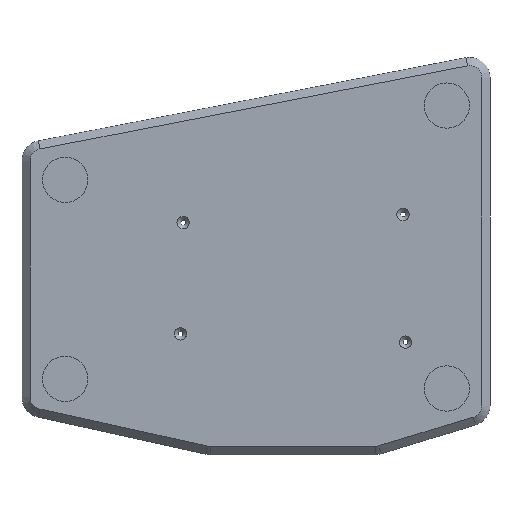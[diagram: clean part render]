
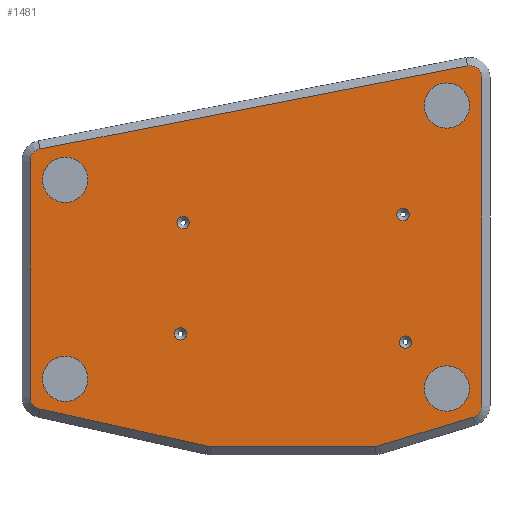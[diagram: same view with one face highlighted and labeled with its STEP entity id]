
A CAD part, front view. The second image highlights one B-rep face of the part: STEP entity #1481.
In plain terms, the highlighted planar face has unit normal (0, -1, 0).
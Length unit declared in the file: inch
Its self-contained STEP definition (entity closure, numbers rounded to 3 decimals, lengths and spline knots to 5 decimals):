
#51=FACE_BOUND('',#296,.T.);
#52=FACE_BOUND('',#297,.T.);
#53=FACE_BOUND('',#298,.T.);
#54=FACE_BOUND('',#299,.T.);
#55=FACE_BOUND('',#300,.T.);
#56=FACE_BOUND('',#301,.T.);
#57=FACE_BOUND('',#302,.T.);
#58=FACE_BOUND('',#303,.T.);
#100=PLANE('',#1646);
#207=FACE_OUTER_BOUND('',#295,.T.);
#295=EDGE_LOOP('',(#1349,#1350,#1351,#1352,#1353,#1354,#1355,#1356,#1357,
#1358,#1359,#1360));
#296=EDGE_LOOP('',(#1361));
#297=EDGE_LOOP('',(#1362));
#298=EDGE_LOOP('',(#1363));
#299=EDGE_LOOP('',(#1364));
#300=EDGE_LOOP('',(#1365));
#301=EDGE_LOOP('',(#1366));
#302=EDGE_LOOP('',(#1367));
#303=EDGE_LOOP('',(#1368));
#431=LINE('',#2468,#566);
#435=LINE('',#2479,#570);
#438=LINE('',#2487,#573);
#441=LINE('',#2495,#576);
#443=LINE('',#2506,#578);
#446=LINE('',#2514,#581);
#566=VECTOR('',#1994,0.3937);
#570=VECTOR('',#2008,0.3937);
#573=VECTOR('',#2017,0.3937);
#576=VECTOR('',#2026,0.3937);
#578=VECTOR('',#2034,0.3937);
#581=VECTOR('',#2043,0.3937);
#591=CIRCLE('',#1518,0.05906);
#594=CIRCLE('',#1523,0.05906);
#597=CIRCLE('',#1528,0.05906);
#600=CIRCLE('',#1533,0.05906);
#641=CIRCLE('',#1620,0.11417);
#642=CIRCLE('',#1623,0.11417);
#643=CIRCLE('',#1626,0.11417);
#644=CIRCLE('',#1629,0.11417);
#645=CIRCLE('',#1632,0.11417);
#650=CIRCLE('',#1647,0.11417);
#651=CIRCLE('',#1648,0.21654);
#652=CIRCLE('',#1649,0.21654);
#653=CIRCLE('',#1650,0.21654);
#654=CIRCLE('',#1651,0.21654);
#659=VERTEX_POINT('',#2151);
#662=VERTEX_POINT('',#2161);
#665=VERTEX_POINT('',#2171);
#668=VERTEX_POINT('',#2181);
#765=VERTEX_POINT('',#2465);
#766=VERTEX_POINT('',#2467);
#767=VERTEX_POINT('',#2473);
#768=VERTEX_POINT('',#2477);
#769=VERTEX_POINT('',#2481);
#770=VERTEX_POINT('',#2485);
#771=VERTEX_POINT('',#2489);
#772=VERTEX_POINT('',#2493);
#773=VERTEX_POINT('',#2497);
#774=VERTEX_POINT('',#2504);
#775=VERTEX_POINT('',#2508);
#776=VERTEX_POINT('',#2512);
#781=VERTEX_POINT('',#2538);
#782=VERTEX_POINT('',#2540);
#783=VERTEX_POINT('',#2542);
#784=VERTEX_POINT('',#2544);
#789=EDGE_CURVE('',#659,#659,#591,.T.);
#794=EDGE_CURVE('',#662,#662,#594,.T.);
#799=EDGE_CURVE('',#665,#665,#597,.T.);
#804=EDGE_CURVE('',#668,#668,#600,.T.);
#948=EDGE_CURVE('',#765,#766,#431,.T.);
#952=EDGE_CURVE('',#767,#765,#641,.T.);
#954=EDGE_CURVE('',#768,#767,#435,.T.);
#956=EDGE_CURVE('',#769,#768,#642,.T.);
#958=EDGE_CURVE('',#770,#769,#438,.T.);
#960=EDGE_CURVE('',#771,#770,#643,.T.);
#962=EDGE_CURVE('',#772,#771,#441,.T.);
#963=EDGE_CURVE('',#773,#772,#644,.T.);
#966=EDGE_CURVE('',#774,#773,#443,.T.);
#968=EDGE_CURVE('',#775,#774,#645,.T.);
#970=EDGE_CURVE('',#776,#775,#446,.T.);
#980=EDGE_CURVE('',#766,#776,#650,.T.);
#981=EDGE_CURVE('',#781,#781,#651,.T.);
#982=EDGE_CURVE('',#782,#782,#652,.T.);
#983=EDGE_CURVE('',#783,#783,#653,.T.);
#984=EDGE_CURVE('',#784,#784,#654,.T.);
#1349=ORIENTED_EDGE('',*,*,#966,.F.);
#1350=ORIENTED_EDGE('',*,*,#968,.F.);
#1351=ORIENTED_EDGE('',*,*,#970,.F.);
#1352=ORIENTED_EDGE('',*,*,#980,.F.);
#1353=ORIENTED_EDGE('',*,*,#948,.F.);
#1354=ORIENTED_EDGE('',*,*,#952,.F.);
#1355=ORIENTED_EDGE('',*,*,#954,.F.);
#1356=ORIENTED_EDGE('',*,*,#956,.F.);
#1357=ORIENTED_EDGE('',*,*,#958,.F.);
#1358=ORIENTED_EDGE('',*,*,#960,.F.);
#1359=ORIENTED_EDGE('',*,*,#962,.F.);
#1360=ORIENTED_EDGE('',*,*,#963,.F.);
#1361=ORIENTED_EDGE('',*,*,#789,.T.);
#1362=ORIENTED_EDGE('',*,*,#794,.T.);
#1363=ORIENTED_EDGE('',*,*,#799,.T.);
#1364=ORIENTED_EDGE('',*,*,#804,.T.);
#1365=ORIENTED_EDGE('',*,*,#981,.T.);
#1366=ORIENTED_EDGE('',*,*,#982,.T.);
#1367=ORIENTED_EDGE('',*,*,#983,.T.);
#1368=ORIENTED_EDGE('',*,*,#984,.T.);
#1481=ADVANCED_FACE('',(#207,#51,#52,#53,#54,#55,#56,#57,#58),#100,.F.);
#1518=AXIS2_PLACEMENT_3D('',#2152,#1686,#1687);
#1523=AXIS2_PLACEMENT_3D('',#2162,#1698,#1699);
#1528=AXIS2_PLACEMENT_3D('',#2172,#1710,#1711);
#1533=AXIS2_PLACEMENT_3D('',#2182,#1722,#1723);
#1620=AXIS2_PLACEMENT_3D('',#2475,#2003,#2004);
#1623=AXIS2_PLACEMENT_3D('',#2483,#2012,#2013);
#1626=AXIS2_PLACEMENT_3D('',#2491,#2021,#2022);
#1629=AXIS2_PLACEMENT_3D('',#2498,#2029,#2030);
#1632=AXIS2_PLACEMENT_3D('',#2510,#2038,#2039);
#1646=AXIS2_PLACEMENT_3D('',#2536,#2073,#2074);
#1647=AXIS2_PLACEMENT_3D('',#2537,#2075,#2076);
#1648=AXIS2_PLACEMENT_3D('',#2539,#2077,#2078);
#1649=AXIS2_PLACEMENT_3D('',#2541,#2079,#2080);
#1650=AXIS2_PLACEMENT_3D('',#2543,#2081,#2082);
#1651=AXIS2_PLACEMENT_3D('',#2545,#2083,#2084);
#1686=DIRECTION('center_axis',(0.,1.,0.));
#1687=DIRECTION('ref_axis',(1.,0.,0.));
#1698=DIRECTION('center_axis',(0.,1.,0.));
#1699=DIRECTION('ref_axis',(1.,0.,0.));
#1710=DIRECTION('center_axis',(0.,1.,0.));
#1711=DIRECTION('ref_axis',(1.,0.,0.));
#1722=DIRECTION('center_axis',(0.,1.,0.));
#1723=DIRECTION('ref_axis',(1.,0.,0.));
#1994=DIRECTION('',(-0.957,0.,-0.292));
#2003=DIRECTION('center_axis',(0.,1.,0.));
#2004=DIRECTION('ref_axis',(1.,0.,0.));
#2008=DIRECTION('',(0.,0.,-1.));
#2012=DIRECTION('center_axis',(0.,1.,0.));
#2013=DIRECTION('ref_axis',(-0.191,0.,0.982));
#2017=DIRECTION('',(0.982,0.,0.191));
#2021=DIRECTION('center_axis',(0.,1.,0.));
#2022=DIRECTION('ref_axis',(-1.,0.,0.));
#2026=DIRECTION('',(0.,0.,1.));
#2029=DIRECTION('center_axis',(0.,1.,0.));
#2030=DIRECTION('ref_axis',(-0.191,0.,-0.982));
#2034=DIRECTION('',(-0.976,0.,0.216));
#2038=DIRECTION('center_axis',(0.,1.,0.));
#2039=DIRECTION('ref_axis',(0.,0.,-1.));
#2043=DIRECTION('',(-1.,0.,0.));
#2073=DIRECTION('center_axis',(0.,1.,0.));
#2074=DIRECTION('ref_axis',(0.,0.,1.));
#2075=DIRECTION('center_axis',(0.,1.,0.));
#2076=DIRECTION('ref_axis',(0.292,0.,-0.957));
#2077=DIRECTION('center_axis',(0.,1.,0.));
#2078=DIRECTION('ref_axis',(1.,0.,0.));
#2079=DIRECTION('center_axis',(0.,1.,0.));
#2080=DIRECTION('ref_axis',(1.,0.,0.));
#2081=DIRECTION('center_axis',(0.,1.,0.));
#2082=DIRECTION('ref_axis',(1.,0.,0.));
#2083=DIRECTION('center_axis',(0.,1.,0.));
#2084=DIRECTION('ref_axis',(1.,0.,0.));
#2151=CARTESIAN_POINT('',(1.59379,-0.28543,1.8355));
#2152=CARTESIAN_POINT('Origin',(1.65285,-0.28543,1.8355));
#2161=CARTESIAN_POINT('',(1.61779,-0.28543,0.61503));
#2162=CARTESIAN_POINT('Origin',(1.67685,-0.28543,0.61503));
#2171=CARTESIAN_POINT('',(-0.50819,-0.28543,1.75676));
#2172=CARTESIAN_POINT('Origin',(-0.44914,-0.28543,1.75676));
#2181=CARTESIAN_POINT('',(-0.53219,-0.28543,0.69377));
#2182=CARTESIAN_POINT('Origin',(-0.47314,-0.28543,0.69377));
#2465=CARTESIAN_POINT('',(2.32413,-0.28543,-0.10048));
#2467=CARTESIAN_POINT('',(1.42043,-0.28543,-0.37607));
#2468=CARTESIAN_POINT('',(1.13697,-0.28543,-0.46251));
#2473=CARTESIAN_POINT('',(2.405,-0.28543,0.00873));
#2475=CARTESIAN_POINT('Origin',(2.29083,-0.28543,0.00873));
#2477=CARTESIAN_POINT('',(2.405,-0.28543,3.14323));
#2479=CARTESIAN_POINT('',(2.405,-0.28543,0.72346));
#2481=CARTESIAN_POINT('',(2.26904,-0.28543,3.2553));
#2483=CARTESIAN_POINT('Origin',(2.29083,-0.28543,3.14323));
#2485=CARTESIAN_POINT('',(-1.81758,-0.28543,2.46068));
#2487=CARTESIAN_POINT('',(1.12488,-0.28543,3.03283));
#2489=CARTESIAN_POINT('',(-1.90996,-0.28543,2.34861));
#2491=CARTESIAN_POINT('Origin',(-1.79578,-0.28543,2.34861));
#2493=CARTESIAN_POINT('',(-1.90996,-0.28543,0.08747));
#2495=CARTESIAN_POINT('',(-1.90996,-0.28543,1.8934));
#2497=CARTESIAN_POINT('',(-1.81672,-0.28543,-0.02477));
#2498=CARTESIAN_POINT('Origin',(-1.79578,-0.28543,0.08747));
#2504=CARTESIAN_POINT('',(-0.21575,-0.28543,-0.37835));
#2506=CARTESIAN_POINT('',(-0.98609,-0.28543,-0.20821));
#2508=CARTESIAN_POINT('',(-0.19113,-0.28543,-0.38103));
#2510=CARTESIAN_POINT('Origin',(-0.19113,-0.28543,-0.26686));
#2512=CARTESIAN_POINT('',(1.38712,-0.28543,-0.38103));
#2514=CARTESIAN_POINT('',(0.0282,-0.28543,-0.38103));
#2536=CARTESIAN_POINT('Origin',(0.24752,-0.28543,1.43818));
#2537=CARTESIAN_POINT('Origin',(1.38712,-0.28543,-0.26686));
#2538=CARTESIAN_POINT('',(-1.79185,-0.28543,0.26463));
#2539=CARTESIAN_POINT('Origin',(-1.57531,-0.28543,0.26463));
#2540=CARTESIAN_POINT('',(1.85382,-0.28543,0.17199));
#2541=CARTESIAN_POINT('Origin',(2.07036,-0.28543,0.17199));
#2542=CARTESIAN_POINT('',(-1.79185,-0.28543,2.16688));
#2543=CARTESIAN_POINT('Origin',(-1.57531,-0.28543,2.16688));
#2544=CARTESIAN_POINT('',(1.85382,-0.28543,2.87576));
#2545=CARTESIAN_POINT('Origin',(2.07036,-0.28543,2.87576));
